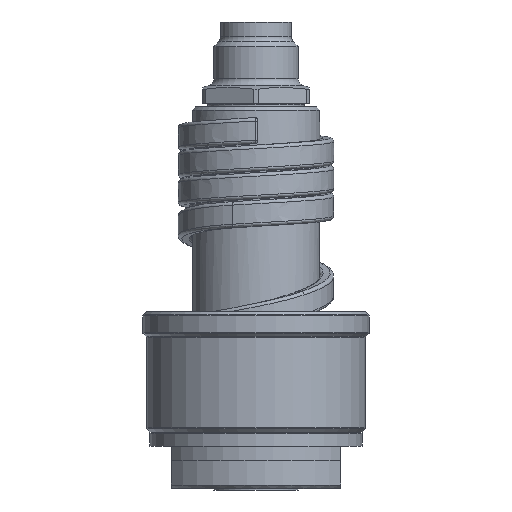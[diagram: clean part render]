
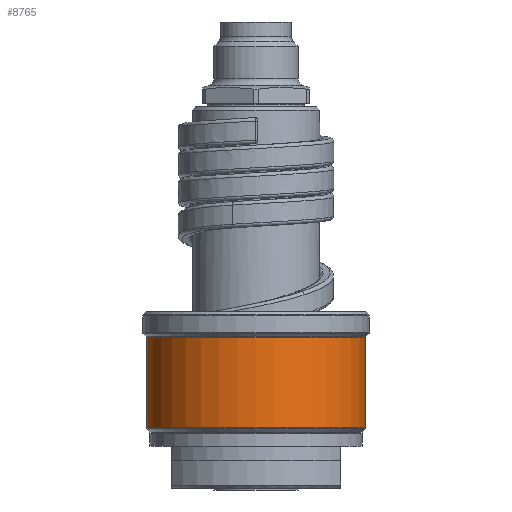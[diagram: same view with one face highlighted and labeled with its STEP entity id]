
A CAD part, front view. The second image highlights one B-rep face of the part: STEP entity #8765.
In plain terms, the highlighted cylindrical face has radius 15.5 mm (diameter 31 mm), a partial arc.
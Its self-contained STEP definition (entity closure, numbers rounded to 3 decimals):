
#2119=CARTESIAN_POINT('',(0.,0.,8.583));
#2120=DIRECTION('',(0.,0.,1.));
#2121=DIRECTION('',(-1.,0.,0.));
#2122=AXIS2_PLACEMENT_3D('',#2119,#2120,#2121);
#2124=DIRECTION('',(0.,0.,-1.));
#2125=VECTOR('',#2124,12.835);
#2126=CARTESIAN_POINT('',(-15.5,0.,21.417));
#2127=LINE('',#2126,#2125);
#2128=CARTESIAN_POINT('',(0.,0.,21.417));
#2129=DIRECTION('',(0.,0.,1.));
#2130=DIRECTION('',(-1.,0.,0.));
#2131=AXIS2_PLACEMENT_3D('',#2128,#2129,#2130);
#2133=DIRECTION('',(0.,0.,-1.));
#2134=VECTOR('',#2133,12.835);
#2135=CARTESIAN_POINT('',(15.5,0.,21.417));
#2136=LINE('',#2135,#2134);
#5783=CARTESIAN_POINT('',(15.5,0.,21.417));
#5784=CARTESIAN_POINT('',(-15.5,0.,21.417));
#5785=VERTEX_POINT('',#5783);
#5786=VERTEX_POINT('',#5784);
#5809=CARTESIAN_POINT('',(15.5,0.,8.583));
#5810=VERTEX_POINT('',#5809);
#5811=CARTESIAN_POINT('',(-15.5,0.,8.583));
#5812=VERTEX_POINT('',#5811);
#8753=CARTESIAN_POINT('',(0.,0.,7.15));
#8754=DIRECTION('',(0.,0.,1.));
#8755=DIRECTION('',(-1.,0.,0.));
#8756=AXIS2_PLACEMENT_3D('',#8753,#8754,#8755);
#8757=CYLINDRICAL_SURFACE('',#8756,15.5);
#8758=ORIENTED_EDGE('',*,*,#8725,.F.);
#8759=ORIENTED_EDGE('',*,*,#8743,.F.);
#8761=ORIENTED_EDGE('',*,*,#8760,.T.);
#8762=ORIENTED_EDGE('',*,*,#8739,.T.);
#8763=EDGE_LOOP('',(#8758,#8759,#8761,#8762));
#8764=FACE_OUTER_BOUND('',#8763,.F.);
#2123=CIRCLE('',#2122,15.5);
#2132=CIRCLE('',#2131,15.5);
#8725=EDGE_CURVE('',#5812,#5810,#2123,.T.);
#8739=EDGE_CURVE('',#5785,#5810,#2136,.T.);
#8743=EDGE_CURVE('',#5786,#5812,#2127,.T.);
#8760=EDGE_CURVE('',#5786,#5785,#2132,.T.);
#8765=ADVANCED_FACE('',(#8764),#8757,.T.);
